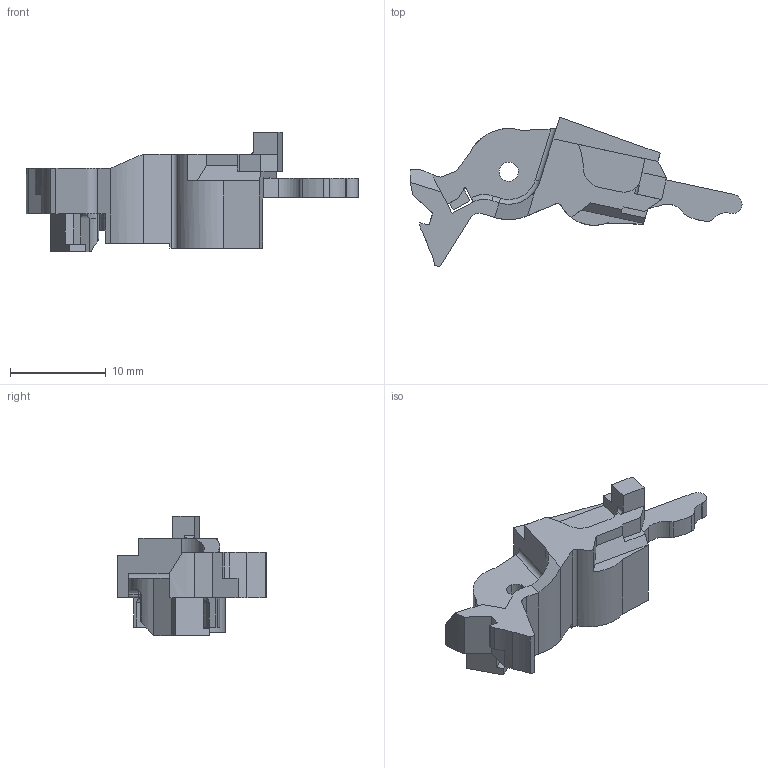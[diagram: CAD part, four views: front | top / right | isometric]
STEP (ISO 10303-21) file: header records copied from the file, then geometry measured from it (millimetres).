
FILE_DESCRIPTION((''),'2;1');
FILE_NAME('726171-01_ASM','2010-06-28T',('ebat509'),('Schneider-Electric'),'PRO/ENGINEER BY PARAMETRIC TECHNOLOGY CORPORATION, 2007150','PRO/ENGINEER BY PARAMETRIC TECHNOLOGY CORPORATION, 2007150','');
FILE_SCHEMA(('CONFIG_CONTROL_DESIGN'));
Length unit declared in the file: millimetre
Products named in the file (3): 725726-01; 726093-01; 726171-01_ASM
Assembly tree (2 placements, depth 2):
  726171-01_ASM
    725726-01
    726093-01
Bounding box: 34.61 x 15.62 x 12.5 mm (x, y, z)
Volume: 971.9 mm3; surface area: 1451 mm2
Topology: 2 solids, 2 shells, 174 faces, 475 edges, 305 vertices
Faces by surface type: plane 104, cylinder 48, torus 7, bspline 6, revolution 5, extrusion 2, cone 2
Entity records: 6157 total; most frequent: CARTESIAN_POINT 1680, ORIENTED_EDGE 950, DIRECTION 877, EDGE_CURVE 475, VECTOR 328, LINE 326, VERTEX_POINT 305, AXIS2_PLACEMENT_3D 272
